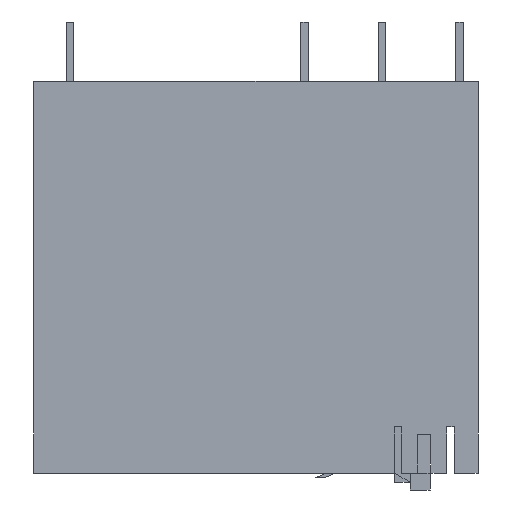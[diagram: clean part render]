
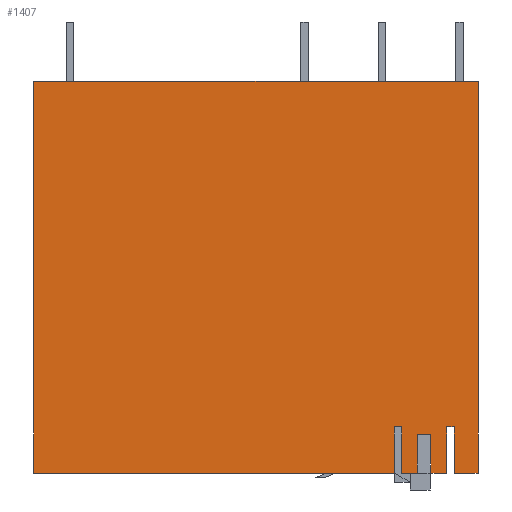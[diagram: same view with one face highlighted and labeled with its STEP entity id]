
A CAD part, front view. The second image highlights one B-rep face of the part: STEP entity #1407.
In plain terms, the highlighted planar face has unit normal (0, -1, 0).
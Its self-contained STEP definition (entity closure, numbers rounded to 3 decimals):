
#72=DIRECTION('',(-1.,0.,0.));
#73=VECTOR('',#72,1.55);
#74=CARTESIAN_POINT('',(14.45,-6.4,-25.5));
#75=LINE('',#74,#73);
#76=DIRECTION('',(0.,0.,1.));
#77=VECTOR('',#76,3.);
#78=CARTESIAN_POINT('',(12.9,-6.4,-25.5));
#79=LINE('',#78,#77);
#80=DIRECTION('',(-1.,0.,0.));
#81=VECTOR('',#80,0.5);
#82=CARTESIAN_POINT('',(12.9,-6.4,-22.5));
#83=LINE('',#82,#81);
#84=DIRECTION('',(0.,0.,1.));
#85=VECTOR('',#84,3.);
#86=CARTESIAN_POINT('',(12.4,-6.4,-25.5));
#87=LINE('',#86,#85);
#88=DIRECTION('',(-1.,0.,0.));
#89=VECTOR('',#88,1.02);
#90=CARTESIAN_POINT('',(12.4,-6.4,-25.5));
#91=LINE('',#90,#89);
#92=DIRECTION('',(0.,0.,1.));
#93=VECTOR('',#92,2.5);
#94=CARTESIAN_POINT('',(11.38,-6.4,-25.5));
#95=LINE('',#94,#93);
#96=DIRECTION('',(-1.,0.,0.));
#97=VECTOR('',#96,0.88);
#98=CARTESIAN_POINT('',(11.38,-6.4,-23.));
#99=LINE('',#98,#97);
#100=DIRECTION('',(0.,0.,1.));
#101=VECTOR('',#100,2.5);
#102=CARTESIAN_POINT('',(10.5,-6.4,-25.5));
#103=LINE('',#102,#101);
#104=DIRECTION('',(-1.,0.,0.));
#105=VECTOR('',#104,1.02);
#106=CARTESIAN_POINT('',(10.5,-6.4,-25.5));
#107=LINE('',#106,#105);
#108=DIRECTION('',(0.,0.,1.));
#109=VECTOR('',#108,3.);
#110=CARTESIAN_POINT('',(9.48,-6.4,-25.5));
#111=LINE('',#110,#109);
#112=DIRECTION('',(-1.,0.,0.));
#113=VECTOR('',#112,0.5);
#114=CARTESIAN_POINT('',(9.48,-6.4,-22.5));
#115=LINE('',#114,#113);
#116=DIRECTION('',(0.,0.,1.));
#117=VECTOR('',#116,3.);
#118=CARTESIAN_POINT('',(8.98,-6.4,-25.5));
#119=LINE('',#118,#117);
#120=DIRECTION('',(-1.,0.,0.));
#121=VECTOR('',#120,23.43);
#122=CARTESIAN_POINT('',(8.98,-6.4,-25.5));
#123=LINE('',#122,#121);
#124=DIRECTION('',(0.,0.,1.));
#125=VECTOR('',#124,25.5);
#126=CARTESIAN_POINT('',(-14.45,-6.4,-25.5));
#127=LINE('',#126,#125);
#128=DIRECTION('',(1.,0.,0.));
#129=VECTOR('',#128,28.9);
#130=CARTESIAN_POINT('',(-14.45,-6.4,0.));
#131=LINE('',#130,#129);
#132=DIRECTION('',(0.,0.,-1.));
#133=VECTOR('',#132,25.5);
#134=CARTESIAN_POINT('',(14.45,-6.4,0.));
#135=LINE('',#134,#133);
#1048=CARTESIAN_POINT('',(-14.45,-6.4,-25.5));
#1049=CARTESIAN_POINT('',(-14.45,-6.4,0.));
#1050=VERTEX_POINT('',#1048);
#1051=VERTEX_POINT('',#1049);
#1052=CARTESIAN_POINT('',(14.45,-6.4,0.));
#1053=VERTEX_POINT('',#1052);
#1054=CARTESIAN_POINT('',(14.45,-6.4,-25.5));
#1055=VERTEX_POINT('',#1054);
#1132=CARTESIAN_POINT('',(12.9,-6.4,-25.5));
#1133=VERTEX_POINT('',#1132);
#1134=CARTESIAN_POINT('',(12.4,-6.4,-25.5));
#1135=CARTESIAN_POINT('',(11.38,-6.4,-25.5));
#1136=VERTEX_POINT('',#1134);
#1137=VERTEX_POINT('',#1135);
#1138=CARTESIAN_POINT('',(10.5,-6.4,-25.5));
#1139=CARTESIAN_POINT('',(9.48,-6.4,-25.5));
#1140=VERTEX_POINT('',#1138);
#1141=VERTEX_POINT('',#1139);
#1142=CARTESIAN_POINT('',(8.98,-6.4,-25.5));
#1143=VERTEX_POINT('',#1142);
#1332=CARTESIAN_POINT('',(12.9,-6.4,-22.5));
#1333=VERTEX_POINT('',#1332);
#1334=CARTESIAN_POINT('',(12.4,-6.4,-22.5));
#1335=VERTEX_POINT('',#1334);
#1336=CARTESIAN_POINT('',(11.38,-6.4,-23.));
#1337=VERTEX_POINT('',#1336);
#1338=CARTESIAN_POINT('',(10.5,-6.4,-23.));
#1339=VERTEX_POINT('',#1338);
#1340=CARTESIAN_POINT('',(9.48,-6.4,-22.5));
#1341=VERTEX_POINT('',#1340);
#1342=CARTESIAN_POINT('',(8.98,-6.4,-22.5));
#1343=VERTEX_POINT('',#1342);
#1368=CARTESIAN_POINT('',(0.,-6.4,0.));
#1369=DIRECTION('',(0.,1.,0.));
#1370=DIRECTION('',(1.,0.,0.));
#1371=AXIS2_PLACEMENT_3D('',#1368,#1369,#1370);
#1372=PLANE('',#1371);
#1374=ORIENTED_EDGE('',*,*,#1373,.T.);
#1376=ORIENTED_EDGE('',*,*,#1375,.T.);
#1378=ORIENTED_EDGE('',*,*,#1377,.T.);
#1380=ORIENTED_EDGE('',*,*,#1379,.F.);
#1382=ORIENTED_EDGE('',*,*,#1381,.T.);
#1384=ORIENTED_EDGE('',*,*,#1383,.T.);
#1386=ORIENTED_EDGE('',*,*,#1385,.T.);
#1388=ORIENTED_EDGE('',*,*,#1387,.F.);
#1390=ORIENTED_EDGE('',*,*,#1389,.T.);
#1392=ORIENTED_EDGE('',*,*,#1391,.T.);
#1394=ORIENTED_EDGE('',*,*,#1393,.T.);
#1396=ORIENTED_EDGE('',*,*,#1395,.F.);
#1398=ORIENTED_EDGE('',*,*,#1397,.T.);
#1400=ORIENTED_EDGE('',*,*,#1399,.T.);
#1402=ORIENTED_EDGE('',*,*,#1401,.T.);
#1404=ORIENTED_EDGE('',*,*,#1403,.T.);
#1405=EDGE_LOOP('',(#1374,#1376,#1378,#1380,#1382,#1384,#1386,#1388,#1390,#1392,
#1394,#1396,#1398,#1400,#1402,#1404));
#1406=FACE_OUTER_BOUND('',#1405,.F.);
#1407=ADVANCED_FACE('',(#1406),#1372,.F.);
#1373=EDGE_CURVE('',#1055,#1133,#75,.T.);
#1375=EDGE_CURVE('',#1133,#1333,#79,.T.);
#1377=EDGE_CURVE('',#1333,#1335,#83,.T.);
#1379=EDGE_CURVE('',#1136,#1335,#87,.T.);
#1381=EDGE_CURVE('',#1136,#1137,#91,.T.);
#1383=EDGE_CURVE('',#1137,#1337,#95,.T.);
#1385=EDGE_CURVE('',#1337,#1339,#99,.T.);
#1387=EDGE_CURVE('',#1140,#1339,#103,.T.);
#1389=EDGE_CURVE('',#1140,#1141,#107,.T.);
#1391=EDGE_CURVE('',#1141,#1341,#111,.T.);
#1393=EDGE_CURVE('',#1341,#1343,#115,.T.);
#1395=EDGE_CURVE('',#1143,#1343,#119,.T.);
#1397=EDGE_CURVE('',#1143,#1050,#123,.T.);
#1399=EDGE_CURVE('',#1050,#1051,#127,.T.);
#1401=EDGE_CURVE('',#1051,#1053,#131,.T.);
#1403=EDGE_CURVE('',#1053,#1055,#135,.T.);
